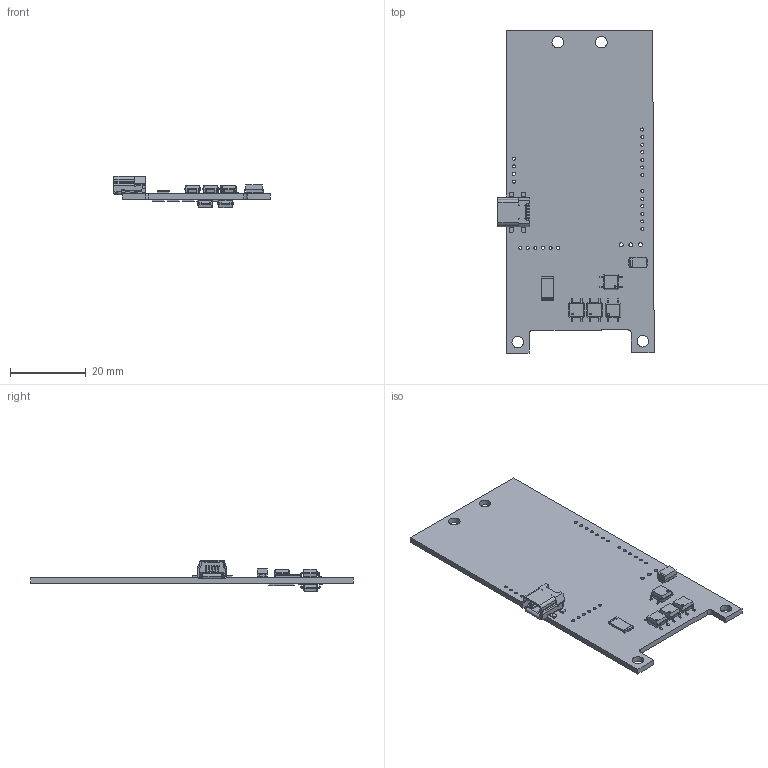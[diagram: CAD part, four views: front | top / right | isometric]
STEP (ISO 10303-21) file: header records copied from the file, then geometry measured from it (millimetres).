
FILE_DESCRIPTION(('KiCad electronic assembly'),'2;1');
FILE_NAME('BLDC_4.step','2025-05-09T00:00:00',('Pcbnew'),('Kicad'), 'Open CASCADE STEP processor 7.8','KiCad to STEP converter','Unknown' );
FILE_SCHEMA(('AUTOMOTIVE_DESIGN { 1 0 10303 214 1 1 1 1 }'));
Length unit declared in the file: millimetre
Products named in the file (6): BLDC_4 1; UX60R-MB-5ST-STEP; R_2512_6332Metric; SOP-4_3.8x4.1mm_P2.54mm; D_SMA; BLDC_4_PCB
Assembly tree (15 placements, depth 2):
  BLDC_4 1
    UX60R-MB-5ST-STEP
    R_2512_6332Metric  x6
    SOP-4_3.8x4.1mm_P2.54mm  x6
    D_SMA
    BLDC_4_PCB
Bounding box: 41.22 x 84.97 x 8.23 mm (x, y, z)
Volume: 5034.7 mm3; surface area: 8046.2 mm2
Topology: 15 solids, 25 shells, 1484 faces, 3995 edges, 2560 vertices
Faces by surface type: plane 956, cylinder 344, bspline 180, cone 4
Full cylindrical faces by diameter (mm): 0.5 x6, 0.8 x23, 1 x2, 1.016 x3, 3.048 x4
Entity records: 34417 total; most frequent: CARTESIAN_POINT 5542, ORIENTED_EDGE 4920, DIRECTION 4540, EDGE_CURVE 2460, LINE 1932, VECTOR 1932, VERTEX_POINT 1610, AXIS2_PLACEMENT_3D 1304
